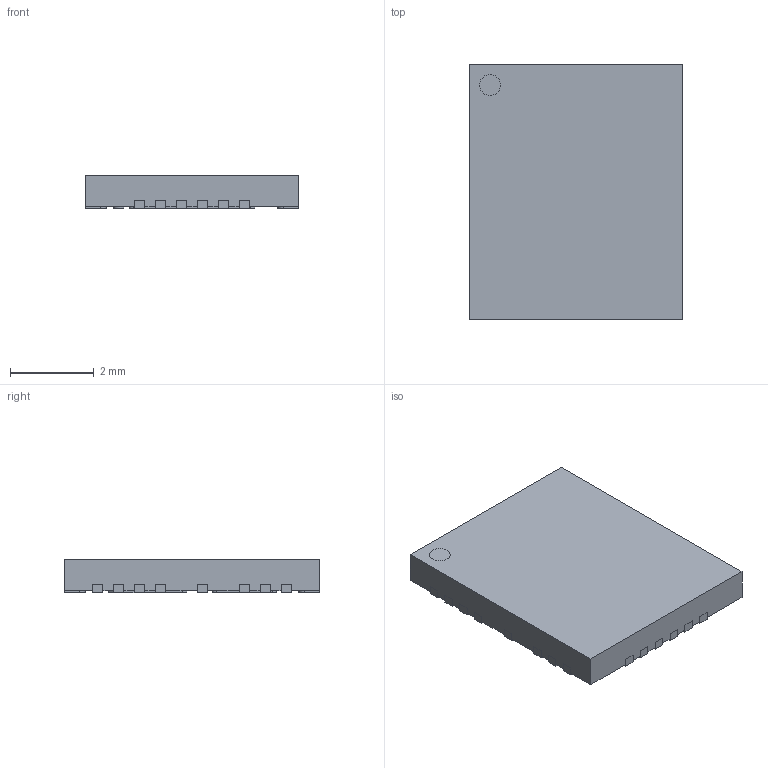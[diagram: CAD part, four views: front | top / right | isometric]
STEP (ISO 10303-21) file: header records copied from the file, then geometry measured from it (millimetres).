
FILE_DESCRIPTION((''),'2;1');
FILE_NAME('LINEAR_UHE28MA.stp','2010-09-13T10:48:07',(''),(''),'Mechanical Desktop 2010','Mechanical Desktop 2010',', , ');
FILE_SCHEMA(('AUTOMOTIVE_DESIGN { 1 2 10303 214 1 1 1 1 }'));
Length unit declared in the file: millimetre
Products named in the file (1): Product
Bounding box: 5.1 x 6.1 x 0.8 mm (x, y, z)
Surface area: 145.7 mm2
Topology: 34 solids, 34 shells, 333 faces, 792 edges, 528 vertices
Faces by surface type: plane 203, bspline 70, cylinder 60
Entity records: 9762 total; most frequent: CARTESIAN_POINT 2060, ORIENTED_EDGE 1584, DIRECTION 1468, EDGE_CURVE 792, VECTOR 644, LINE 644, VERTEX_POINT 528, AXIS2_PLACEMENT_3D 412
